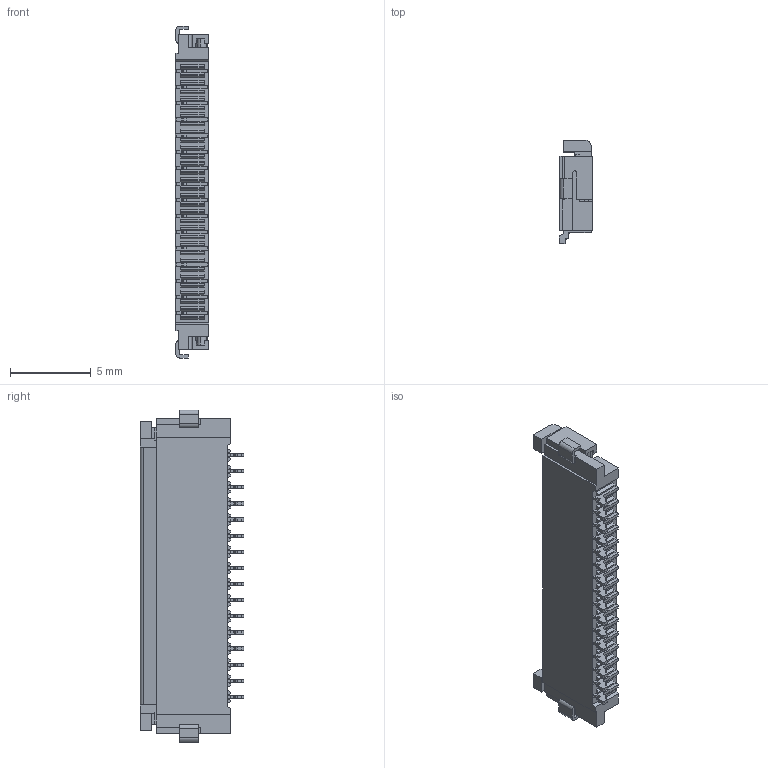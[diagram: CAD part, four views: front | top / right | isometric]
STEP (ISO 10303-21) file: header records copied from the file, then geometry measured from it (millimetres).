
FILE_DESCRIPTION (( 'STEP AP214' ), '1' );
FILE_NAME ('HIROSE_FH12-16S-1SH.STEP', '2024-02-18T01:18:26', ( '' ), ( '' ), 'SwSTEP 2.0', 'SolidWorks 2024', '' );
FILE_SCHEMA (( 'AUTOMOTIVE_DESIGN' ));
Length unit declared in the file: millimetre
Products named in the file (3): HIROSE_FH12-16S-1SH; FH12-16S-1SH.stp; FH12-16S-1SH__X_8AÈ_X_97ª.stp
Assembly tree (2 placements, depth 3):
  HIROSE_FH12-16S-1SH
    FH12-16S-1SH.stp
      FH12-16S-1SH__X_8AÈ_X_97ª.stp
Bounding box: 2.1 x 6.4 x 20.6 mm (x, y, z)
Volume: 157.6 mm3; surface area: 523.4 mm2
Topology: 1 solids, 1 shells, 824 faces, 2325 edges, 1514 vertices
Faces by surface type: plane 710, cylinder 114
Entity records: 35312 total; most frequent: CARTESIAN_POINT 4669, ORIENTED_EDGE 4650, DIRECTION 4215, EDGE_CURVE 2325, VECTOR 2095, LINE 2095, VERTEX_POINT 1514, AXIS2_PLACEMENT_3D 1060
